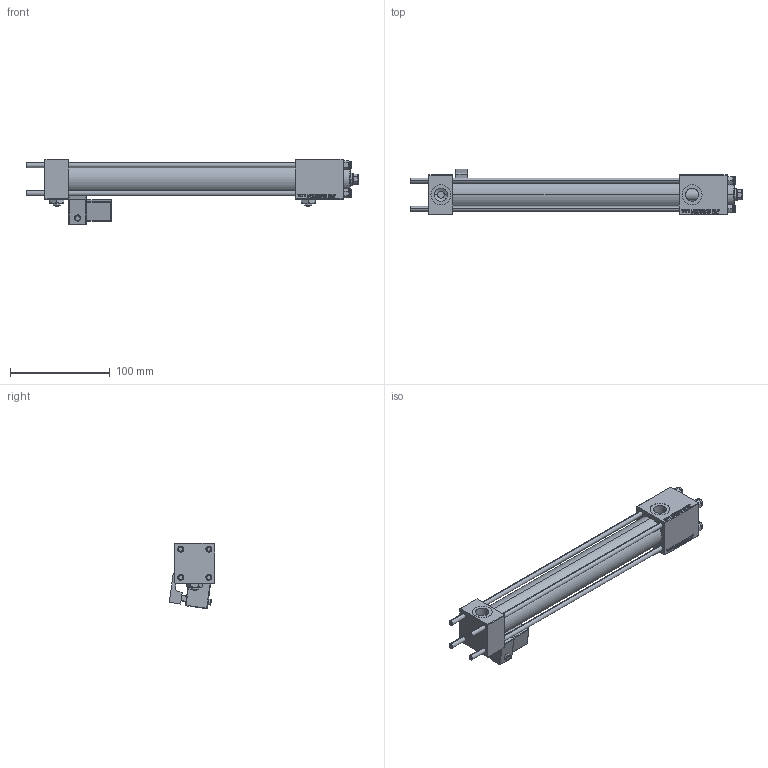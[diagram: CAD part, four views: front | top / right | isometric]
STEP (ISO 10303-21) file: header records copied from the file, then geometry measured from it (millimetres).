
FILE_DESCRIPTION (( 'STEP AP203' ), '1' );
FILE_NAME ('0ef5.STEP', '2023-08-22T23:38:15', ( '' ), ( '' ), 'SwSTEP 2.0', 'SolidWorks 2019', '' );
FILE_SCHEMA (( 'CONFIG_CONTROL_DESIGN' ));
Length unit declared in the file: millimetre
Products named in the file (8): Zatka_pro_OIL_PORT 90e6830537a0d36203fedd4a65777523; 0ef5; CR025_012_A_0_G_A_G_M_020_+#_##_TYCINKA 90e6830537a0d36203fedd4a65777523; V215CR_BODY_A 90e6830537a0d36203fedd4a65777523; NUT_M5 90e6830537a0d36203fedd4a65777523; V215CR_MSU 90e6830537a0d36203fedd4a65777523; V215_VC_A 90e6830537a0d36203fedd4a65777523; V215CR_VCP 90e6830537a0d36203fedd4a65777523
Assembly tree (14 placements, depth 2):
  0ef5
    V215CR_BODY_A 90e6830537a0d36203fedd4a65777523
    CR025_012_A_0_G_A_G_M_020_+#_##_TYCINKA 90e6830537a0d36203fedd4a65777523  x4
    NUT_M5 90e6830537a0d36203fedd4a65777523  x4
    V215CR_VCP 90e6830537a0d36203fedd4a65777523
    V215_VC_A 90e6830537a0d36203fedd4a65777523
    V215CR_MSU 90e6830537a0d36203fedd4a65777523
    Zatka_pro_OIL_PORT 90e6830537a0d36203fedd4a65777523  x2
Bounding box: 333 x 45.69 x 65.59 mm (x, y, z)
Volume: 245699.3 mm3; surface area: 116381 mm2
Topology: 14 solids, 14 shells, 1311 faces, 3263 edges, 2083 vertices
Faces by surface type: plane 595, bspline 392, cone 178, cylinder 120, torus 14, sphere 12
Entity records: 54045 total; most frequent: CARTESIAN_POINT 27999, ORIENTED_EDGE 5802, DIRECTION 3867, EDGE_CURVE 2901, VERTEX_POINT 1881, VECTOR 1733, LINE 1733, EDGE_LOOP 1286
